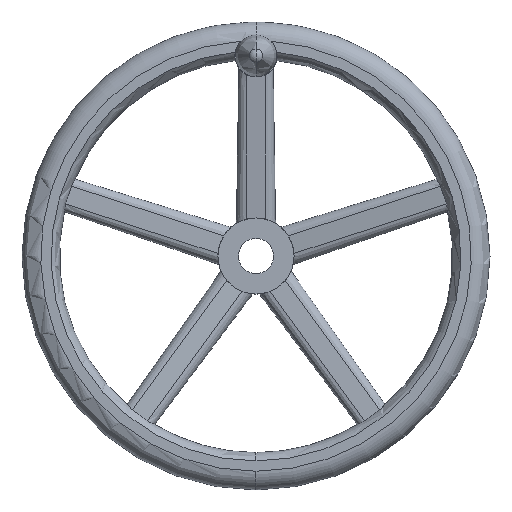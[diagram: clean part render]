
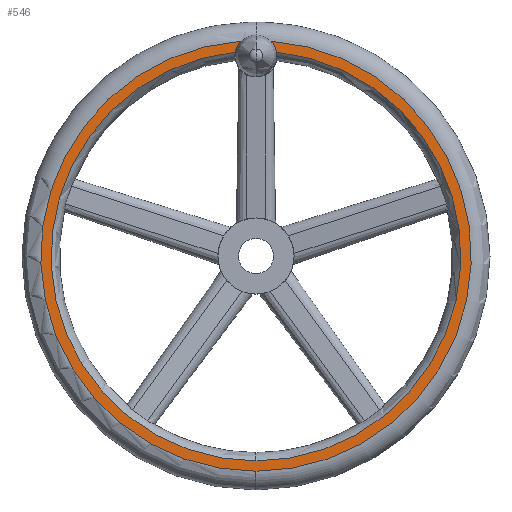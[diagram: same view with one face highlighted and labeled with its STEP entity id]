
A CAD part, top view. The second image highlights one B-rep face of the part: STEP entity #546.
In plain terms, the highlighted planar face has unit normal (0, 0, 1).
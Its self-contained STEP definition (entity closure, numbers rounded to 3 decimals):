
#386=VERTEX_POINT('',#1033);
#414=VERTEX_POINT('',#1068);
#460=VERTEX_POINT('',#1123);
#546=ADVANCED_FACE('',(#1213),#1214,.F.);
#558=EDGE_CURVE('',#414,#386,#1227,.T.);
#640=VERTEX_POINT('',#1316);
#690=EDGE_CURVE('',#640,#742,#1372,.T.);
#692=EDGE_CURVE('',#460,#742,#1374,.T.);
#742=VERTEX_POINT('',#1427);
#756=EDGE_CURVE('',#414,#640,#1441,.T.);
#764=EDGE_CURVE('',#872,#460,#1449,.T.);
#846=EDGE_CURVE('',#386,#872,#1536,.T.);
#872=VERTEX_POINT('',#1567);
#1033=CARTESIAN_POINT('',(-12.907,183.547,60.333));
#1068=CARTESIAN_POINT('',(-17.703,174.259,60.333));
#1123=CARTESIAN_POINT('',(12.907,183.547,60.333));
#1213=FACE_OUTER_BOUND('',#2427,.T.);
#1214=PLANE('',#2428);
#1227=CIRCLE('',#2472,18.0);
#1316=CARTESIAN_POINT('',(0.,-175.156,60.333));
#1372=CIRCLE('',#2850,175.156);
#1374=CIRCLE('',#2853,18.0);
#1427=CARTESIAN_POINT('',(17.703,174.259,60.333));
#1441=CIRCLE('',#3049,175.156);
#1449=CIRCLE('',#3060,184.0);
#1536=CIRCLE('',#3292,184.0);
#1567=CARTESIAN_POINT('',(0.,-184.0,60.333));
#2427=EDGE_LOOP('',(#3861,#3862,#3863,#3864,#3865,#3866));
#2428=AXIS2_PLACEMENT_3D('',#3867,#3868,#3869);
#2472=AXIS2_PLACEMENT_3D('',#3879,#3880,#3881);
#2850=AXIS2_PLACEMENT_3D('',#4060,#4061,#4062);
#2853=AXIS2_PLACEMENT_3D('',#4063,#4064,#4065);
#3049=AXIS2_PLACEMENT_3D('',#4127,#4128,#4129);
#3060=AXIS2_PLACEMENT_3D('',#4131,#4132,#4133);
#3292=AXIS2_PLACEMENT_3D('',#4218,#4219,#4220);
#3861=ORIENTED_EDGE('',*,*,#692,.T.);
#3862=ORIENTED_EDGE('',*,*,#690,.F.);
#3863=ORIENTED_EDGE('',*,*,#756,.F.);
#3864=ORIENTED_EDGE('',*,*,#558,.T.);
#3865=ORIENTED_EDGE('',*,*,#846,.T.);
#3866=ORIENTED_EDGE('',*,*,#764,.T.);
#3867=CARTESIAN_POINT('',(0.,176.0,60.333));
#3868=DIRECTION('',(0.,0.,-1.0));
#3869=DIRECTION('',(0.,-1.0,0.0));
#3879=CARTESIAN_POINT('',(0.0,171.0,60.333));
#3880=DIRECTION('',(0.,0.,-1.0));
#3881=DIRECTION('',(-0.717,0.697,0.));
#4060=CARTESIAN_POINT('',(0.,0.,60.333));
#4061=DIRECTION('',(0.,0.,1.0));
#4062=DIRECTION('',(1.0,0.0,0.));
#4063=CARTESIAN_POINT('',(0.0,171.0,60.333));
#4064=DIRECTION('',(0.,0.,-1.0));
#4065=DIRECTION('',(-0.717,0.697,0.));
#4127=CARTESIAN_POINT('',(0.,0.,60.333));
#4128=DIRECTION('',(0.,0.,1.0));
#4129=DIRECTION('',(1.0,0.0,0.));
#4131=CARTESIAN_POINT('',(0.,0.,60.333));
#4132=DIRECTION('',(0.,0.,1.0));
#4133=DIRECTION('',(0.,1.0,0.));
#4218=CARTESIAN_POINT('',(0.,0.,60.333));
#4219=DIRECTION('',(0.,0.,1.0));
#4220=DIRECTION('',(0.,1.0,0.));
